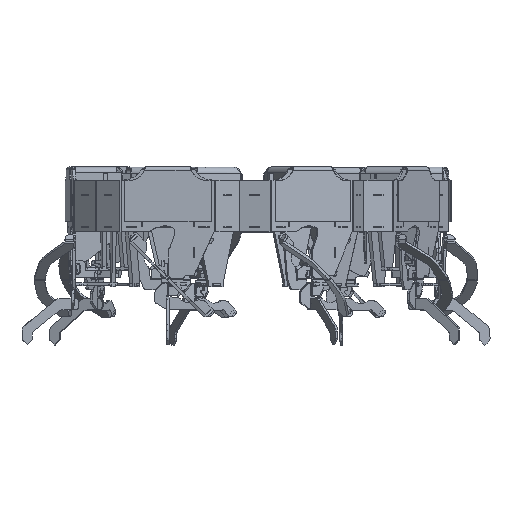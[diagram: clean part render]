
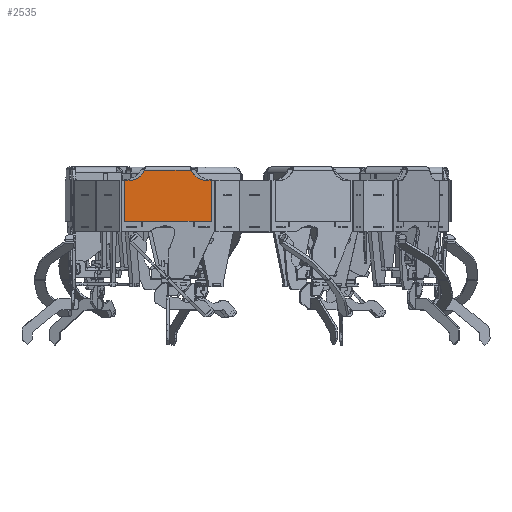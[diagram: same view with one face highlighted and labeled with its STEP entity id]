
A CAD part, top view. The second image highlights one B-rep face of the part: STEP entity #2535.
In plain terms, the highlighted face is planar.
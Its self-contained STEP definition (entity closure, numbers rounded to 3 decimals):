
#762 = FACE_OUTER_BOUND ( 'NONE', #12797, .T. ) ;
#1036 = CARTESIAN_POINT ( 'NONE',  ( -0.353, 5.05, -1.057 ) ) ;
#1158 = CARTESIAN_POINT ( 'NONE',  ( -1.7, 5.05, -1.3 ) ) ;
#1338 = CARTESIAN_POINT ( 'NONE',  ( -0.894, 5.05, -1.3 ) ) ;
#1605 = B_SPLINE_CURVE_WITH_KNOTS ( 'NONE', 3,
 ( #22319, #27487, #25070, #13521, #4321, #6447, #2025, #18065, #20177, #3878, #17912, #22614, #29615, #27047, #8558, #24771, #8859, #11260, #20479, #27343, #29770, #20322 ),
 .UNSPECIFIED., .F., .F.,
 ( 4, 1, 1, 2, 2, 1, 2, 2, 1, 1, 1, 2, 2, 4 ),
 ( 0., 0.125, 0.187, 0.219, 0.25, 0.375, 0.437, 0.5, 0.625, 0.687, 0.719, 0.734, 0.75, 1. ),
 .UNSPECIFIED. ) ;
#1625 = CARTESIAN_POINT ( 'NONE',  ( -0.805, 5.05, -1.287 ) ) ;
#2025 = CARTESIAN_POINT ( 'NONE',  ( 4.964, 5.05, -0.673 ) ) ;
#2495 = ORIENTED_EDGE ( 'NONE', *, *, #25593, .T. ) ;
#2535 = ADVANCED_FACE ( 'NONE', ( #762 ), #23628, .F. ) ;
#2741 = CARTESIAN_POINT ( 'NONE',  ( 0., 5.05, 0. ) ) ;
#2886 = DIRECTION ( 'NONE',  ( 0., -1., 0. ) ) ;
#3058 = ORIENTED_EDGE ( 'NONE', *, *, #13205, .T. ) ;
#3407 = VERTEX_POINT ( 'NONE', #21705 ) ;
#3437 = LINE ( 'NONE', #1158, #5151 ) ;
#3878 = CARTESIAN_POINT ( 'NONE',  ( 5.149, 5.05, -0.882 ) ) ;
#4321 = CARTESIAN_POINT ( 'NONE',  ( 4.932, 5.05, -0.63 ) ) ;
#4799 = EDGE_CURVE ( 'NONE', #14470, #26942, #4847, .T. ) ;
#4847 = LINE ( 'NONE', #7128, #19549 ) ;
#5151 = VECTOR ( 'NONE', #17044, 1000. ) ;
#5275 = LINE ( 'NONE', #23730, #20157 ) ;
#5591 = LINE ( 'NONE', #7420, #27508 ) ;
#5604 = CARTESIAN_POINT ( 'NONE',  ( 0.113, 5.05, -0.575 ) ) ;
#6244 = ORIENTED_EDGE ( 'NONE', *, *, #23760, .T. ) ;
#6447 = CARTESIAN_POINT ( 'NONE',  ( 4.952, 5.05, -0.658 ) ) ;
#6464 = ORIENTED_EDGE ( 'NONE', *, *, #6754, .T. ) ;
#6754 = EDGE_CURVE ( 'NONE', #8619, #20234, #17192, .T. ) ;
#6806 = LINE ( 'NONE', #16004, #21371 ) ;
#7123 = CARTESIAN_POINT ( 'NONE',  ( 6.7, 5.05, -1.3 ) ) ;
#7128 = CARTESIAN_POINT ( 'NONE',  ( 0., 5.05, -0.35 ) ) ;
#7420 = CARTESIAN_POINT ( 'NONE',  ( 6.7, 5.05, -1.3 ) ) ;
#8020 = CARTESIAN_POINT ( 'NONE',  ( -0.124, 5.05, -0.86 ) ) ;
#8161 = CARTESIAN_POINT ( 'NONE',  ( 0.181, 5.05, -0.462 ) ) ;
#8444 = ORIENTED_EDGE ( 'NONE', *, *, #18671, .T. ) ;
#8558 = CARTESIAN_POINT ( 'NONE',  ( 5.476, 5.05, -1.139 ) ) ;
#8619 = VERTEX_POINT ( 'NONE', #19072 ) ;
#8859 = CARTESIAN_POINT ( 'NONE',  ( 5.545, 5.05, -1.178 ) ) ;
#9696 = CARTESIAN_POINT ( 'NONE',  ( -1.7, 5.05, -5.3 ) ) ;
#10226 = EDGE_CURVE ( 'NONE', #25200, #3407, #5275, .T. ) ;
#10855 = CARTESIAN_POINT ( 'NONE',  ( -0.196, 5.05, -0.928 ) ) ;
#11153 = ORIENTED_EDGE ( 'NONE', *, *, #4799, .F. ) ;
#11260 = CARTESIAN_POINT ( 'NONE',  ( 5.558, 5.05, -1.186 ) ) ;
#12797 = EDGE_LOOP ( 'NONE', ( #11153, #6244, #3058, #28426, #6464, #8444, #22964, #2495 ) ) ;
#13128 = CARTESIAN_POINT ( 'NONE',  ( -0.435, 5.05, -1.115 ) ) ;
#13205 = EDGE_CURVE ( 'NONE', #21311, #14193, #5591, .T. ) ;
#13478 = CARTESIAN_POINT ( 'NONE',  ( 5.95, 5.05, -1.3 ) ) ;
#13521 = CARTESIAN_POINT ( 'NONE',  ( 4.902, 5.05, -0.588 ) ) ;
#14193 = VERTEX_POINT ( 'NONE', #7123 ) ;
#14470 = VERTEX_POINT ( 'NONE', #20206 ) ;
#14727 = AXIS2_PLACEMENT_3D ( 'NONE', #2741, #2886, #19087 ) ;
#14806 = CARTESIAN_POINT ( 'NONE',  ( -0.692, 5.05, -1.247 ) ) ;
#15255 = CARTESIAN_POINT ( 'NONE',  ( -0.59, 5.05, -1.201 ) ) ;
#16004 = CARTESIAN_POINT ( 'NONE',  ( 6.7, 5.05, -5.3 ) ) ;
#16616 = DIRECTION ( 'NONE',  ( 1., 0., 0. ) ) ;
#17044 = DIRECTION ( 'NONE',  ( 0., 0., 1. ) ) ;
#17072 = CARTESIAN_POINT ( 'NONE',  ( -0.95, 5.05, -1.3 ) ) ;
#17192 = LINE ( 'NONE', #19320, #27689 ) ;
#17912 = CARTESIAN_POINT ( 'NONE',  ( 5.197, 5.05, -0.927 ) ) ;
#18065 = CARTESIAN_POINT ( 'NONE',  ( 5.014, 5.05, -0.738 ) ) ;
#18671 = EDGE_CURVE ( 'NONE', #20234, #25200, #3437, .T. ) ;
#19072 = CARTESIAN_POINT ( 'NONE',  ( 6.7, 5.05, -5.3 ) ) ;
#19087 = DIRECTION ( 'NONE',  ( 0., 0., -1. ) ) ;
#19187 = DIRECTION ( 'NONE',  ( 1., 0., 0. ) ) ;
#19320 = CARTESIAN_POINT ( 'NONE',  ( -1.7, 5.05, -5.3 ) ) ;
#19549 = VECTOR ( 'NONE', #25300, 1000. ) ;
#19793 = CARTESIAN_POINT ( 'NONE',  ( 0.005, 5.05, -0.713 ) ) ;
#20071 = CARTESIAN_POINT ( 'NONE',  ( -0.579, 5.05, -1.196 ) ) ;
#20157 = VECTOR ( 'NONE', #19187, 1000. ) ;
#20177 = CARTESIAN_POINT ( 'NONE',  ( 5.079, 5.05, -0.812 ) ) ;
#20206 = CARTESIAN_POINT ( 'NONE',  ( 4.771, 5.05, -0.35 ) ) ;
#20234 = VERTEX_POINT ( 'NONE', #9696 ) ;
#20322 = CARTESIAN_POINT ( 'NONE',  ( 5.95, 5.05, -1.3 ) ) ;
#20479 = CARTESIAN_POINT ( 'NONE',  ( 5.564, 5.05, -1.188 ) ) ;
#21311 = VERTEX_POINT ( 'NONE', #13478 ) ;
#21371 = VECTOR ( 'NONE', #25277, 1000. ) ;
#21705 = CARTESIAN_POINT ( 'NONE',  ( -0.95, 5.05, -1.3 ) ) ;
#21922 = CARTESIAN_POINT ( 'NONE',  ( -0.016, 5.05, -0.739 ) ) ;
#22319 = CARTESIAN_POINT ( 'NONE',  ( 4.771, 5.05, -0.35 ) ) ;
#22614 = CARTESIAN_POINT ( 'NONE',  ( 5.22, 5.05, -0.948 ) ) ;
#22964 = ORIENTED_EDGE ( 'NONE', *, *, #10226, .T. ) ;
#23628 = PLANE ( 'NONE',  #14727 ) ;
#23730 = CARTESIAN_POINT ( 'NONE',  ( 0.3, 5.05, -1.3 ) ) ;
#23760 = EDGE_CURVE ( 'NONE', #14470, #21311, #1605, .T. ) ;
#24416 = CARTESIAN_POINT ( 'NONE',  ( -1.7, 5.05, -1.3 ) ) ;
#24513 = CARTESIAN_POINT ( 'NONE',  ( 0.229, 5.05, -0.35 ) ) ;
#24654 = CARTESIAN_POINT ( 'NONE',  ( -0.517, 5.05, -1.164 ) ) ;
#24771 = CARTESIAN_POINT ( 'NONE',  ( 5.524, 5.05, -1.167 ) ) ;
#25070 = CARTESIAN_POINT ( 'NONE',  ( 4.838, 5.05, -0.49 ) ) ;
#25200 = VERTEX_POINT ( 'NONE', #24416 ) ;
#25277 = DIRECTION ( 'NONE',  ( 0., 0., -1. ) ) ;
#25300 = DIRECTION ( 'NONE',  ( -1., 0., 0. ) ) ;
#25593 = EDGE_CURVE ( 'NONE', #3407, #26942, #29285, .T. ) ;
#26352 = CARTESIAN_POINT ( 'NONE',  ( -0.048, 5.05, -0.776 ) ) ;
#26792 = CARTESIAN_POINT ( 'NONE',  ( -0.271, 5.05, -0.993 ) ) ;
#26939 = CARTESIAN_POINT ( 'NONE',  ( -0.607, 5.05, -1.21 ) ) ;
#26942 = VERTEX_POINT ( 'NONE', #29808 ) ;
#27047 = CARTESIAN_POINT ( 'NONE',  ( 5.38, 5.05, -1.079 ) ) ;
#27343 = CARTESIAN_POINT ( 'NONE',  ( 5.712, 5.05, -1.264 ) ) ;
#27487 = CARTESIAN_POINT ( 'NONE',  ( 4.795, 5.05, -0.406 ) ) ;
#27508 = VECTOR ( 'NONE', #16616, 1000. ) ;
#27689 = VECTOR ( 'NONE', #28588, 1000. ) ;
#28426 = ORIENTED_EDGE ( 'NONE', *, *, #29876, .T. ) ;
#28588 = DIRECTION ( 'NONE',  ( -1., 0., 0. ) ) ;
#28773 = CARTESIAN_POINT ( 'NONE',  ( -0.3, 5.05, -1.016 ) ) ;
#29063 = CARTESIAN_POINT ( 'NONE',  ( 0.014, 5.05, -0.702 ) ) ;
#29285 = B_SPLINE_CURVE_WITH_KNOTS ( 'NONE', 3,
 ( #17072, #1338, #1625, #14806, #29353, #26939, #15255, #20071, #24654, #13128, #1036, #28773, #26792, #10855, #8020, #26352, #21922, #19793, #29063, #5604, #8161, #24513 ),
 .UNSPECIFIED., .F., .F.,
 ( 4, 1, 1, 1, 2, 2, 1, 2, 2, 1, 1, 2, 2, 4 ),
 ( 0., 0.125, 0.187, 0.219, 0.234, 0.25, 0.375, 0.437, 0.5, 0.625, 0.687, 0.719, 0.75, 1. ),
 .UNSPECIFIED. ) ;
#29353 = CARTESIAN_POINT ( 'NONE',  ( -0.633, 5.05, -1.222 ) ) ;
#29615 = CARTESIAN_POINT ( 'NONE',  ( 5.3, 5.05, -1.017 ) ) ;
#29770 = CARTESIAN_POINT ( 'NONE',  ( 5.838, 5.05, -1.3 ) ) ;
#29808 = CARTESIAN_POINT ( 'NONE',  ( 0.229, 5.05, -0.35 ) ) ;
#29876 = EDGE_CURVE ( 'NONE', #14193, #8619, #6806, .T. ) ;
